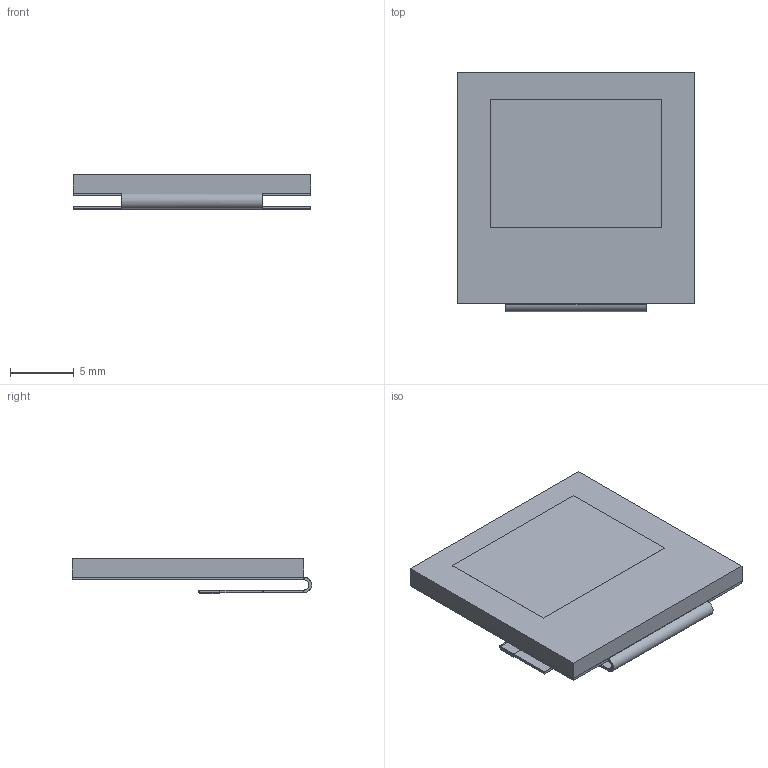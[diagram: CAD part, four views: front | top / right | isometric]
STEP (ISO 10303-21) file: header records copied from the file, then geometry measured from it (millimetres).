
FILE_DESCRIPTION(('Open CASCADE Model'),'2;1');
FILE_NAME('Open CASCADE Shape Model','2017-09-12T09:18:00',('Author'),( 'Open CASCADE'),'Open CASCADE STEP processor 6.8','Open CASCADE 6.8' ,'Unknown');
FILE_SCHEMA(('AUTOMOTIVE_DESIGN { 1 0 10303 214 1 1 1 1 }'));
Length unit declared in the file: millimetre
Products named in the file (9): PCB; Board; Free-Models; 1400715432; Extruded; 1400715704; 1400725768
Assembly tree (8 placements, depth 4):
  PCB
    Board
    Free-Models
      1400715432
        Extruded
      1400715704
        Extruded
      1400725768
        Extruded
Bounding box: 18.6 x 18.7 x 2.81 mm (x, y, z)
Volume: 798.3 mm3; surface area: 2193.3 mm2
Topology: 8 solids, 8 shells, 56 faces, 120 edges, 80 vertices
Faces by surface type: plane 52, cylinder 4
Entity records: 1670 total; most frequent: CARTESIAN_POINT 307, ORIENTED_EDGE 240, DIRECTION 234, EDGE_CURVE 120, LINE 104, VECTOR 104, VERTEX_POINT 80, AXIS2_PLACEMENT_3D 65
